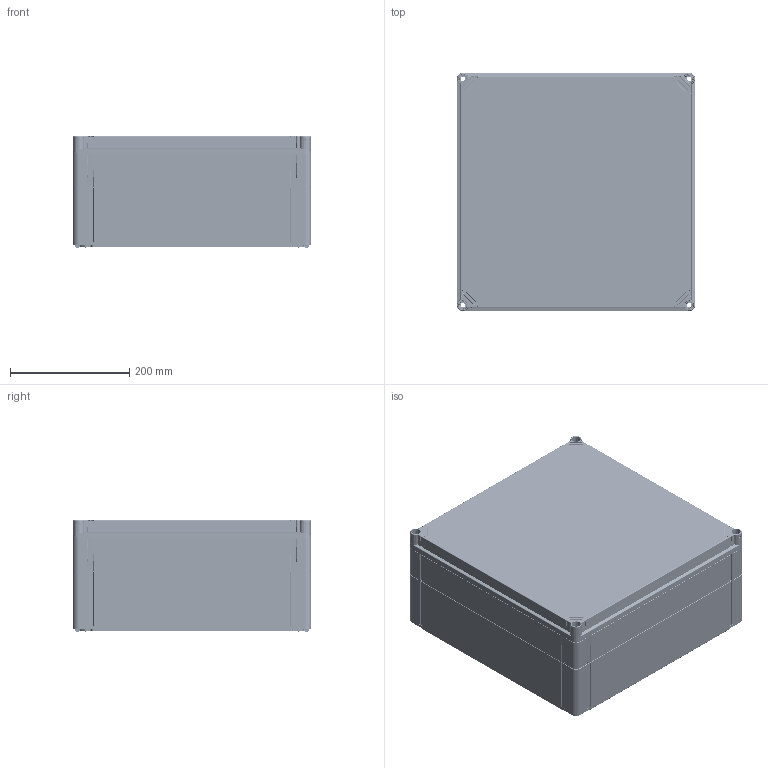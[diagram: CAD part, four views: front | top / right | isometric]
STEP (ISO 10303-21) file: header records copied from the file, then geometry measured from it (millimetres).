
FILE_DESCRIPTION((''),'2;1');
FILE_NAME('OPCP404018G_ASM','2010-04-19T',('pasi_koskela'),(''),'PRO/ENGINEER BY PARAMETRIC TECHNOLOGY CORPORATION, 2008250','PRO/ENGINEER BY PARAMETRIC TECHNOLOGY CORPORATION, 2008250','');
FILE_SCHEMA(('AUTOMOTIVE_DESIGN_CC2 { 1 2 10303 214 -1 1 5 2 }'));
Products named in the file (4): OPCP404010B; OPCG404003L; OPCP404006E; OPCP404018G_ASM
Assembly tree (3 placements, depth 2):
  OPCP404018G_ASM
    OPCP404010B
    OPCG404003L
    OPCP404006E
Bounding box: 400 x 400 x 187 mm (x, y, z)
Volume: 2719067.7 mm3; surface area: 1438863.7 mm2
Topology: 3 solids, 3 shells, 5493 faces, 14124 edges, 8814 vertices
Faces by surface type: plane 2462, cylinder 1139, cone 848, torus 622, bspline 371, sphere 41, extrusion 10
Entity records: 234888 total; most frequent: CARTESIAN_POINT 61043, ORIENTED_EDGE 28212, DIRECTION 26582, PRESENTATION_STYLE_ASSIGNMENT 14109, STYLED_ITEM 14109, CURVE_STYLE 14106, EDGE_CURVE 14106, AXIS2_PLACEMENT_3D 9303
